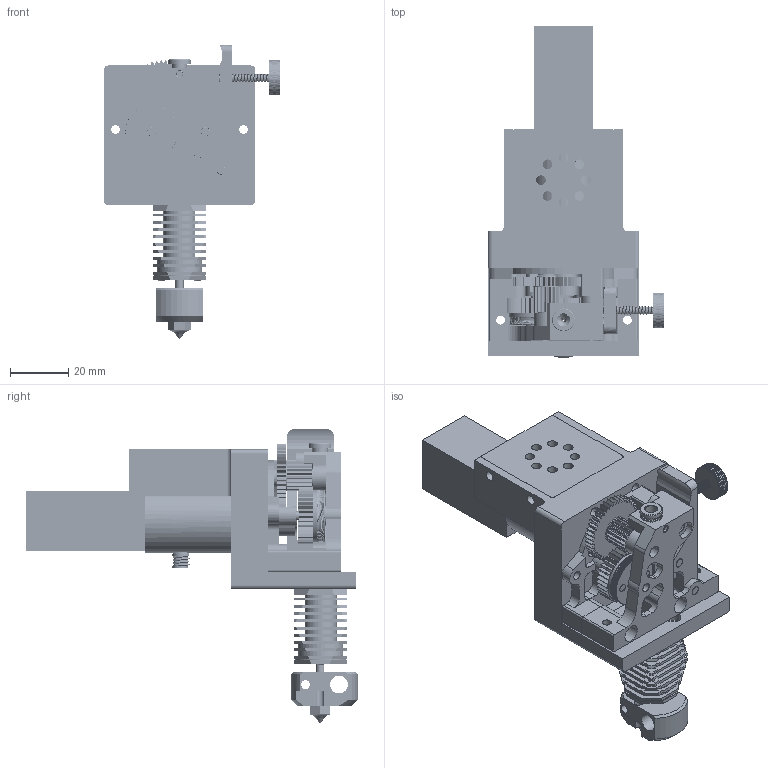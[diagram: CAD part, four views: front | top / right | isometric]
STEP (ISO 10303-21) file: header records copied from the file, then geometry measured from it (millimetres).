
FILE_DESCRIPTION(/* description */ ('STEP AP242','CAx-IF Rec.Pracs.---Representation and Presentation of Product Manufacturing Information (PMI)---4.0---2014-10-13','CAx-IF Rec.Pracs.---3D Tessellated Geometry---0.4---2014-09-14','2;1'),/* implementation_level */ '2;1');
FILE_NAME(/* name */ '67d0ac760cc9186641367ac7',/* time_stamp */ '2025-03-11T21:34:58Z',/* author */ (''),/* organization */ (''),/* preprocessor_version */ 'ST-DEVELOPER v20',/* originating_system */ 'ONSHAPE BY PTC INC, 1.194',/* authorisation */ ' ');
FILE_SCHEMA (('AP242_MANAGED_MODEL_BASED_3D_ENGINEERING_MIM_LF { 1 0 10303 442 1 1 4 }'));
Products named in the file (47): hgx_extruder_as; interposer; nema8_mtr; he_mnt; hgx_mnt; Component32; hgx_as <1>; SOLID001; Tensioner Screw009; rod 16mm001; Tensioner Screw020; Tensioner Screw018; rod 16mm; Tensioner Screw010; rod 24mm; Tensioner Screw012; Tensioner Screw007; Tensioner Screw015; Tensioner Screw022; Tensioner Screw021; Tensioner Screw001; Tensioner Screw011; Tensioner Screw008; PTFE Connector; Tensioner Screw003; Tensioner Screw019; Tensioner Screw006; Tensioner Screw016; Tensioner Screw013; Tensioner Screw004; Tensioner Screw005; 6mm Bearing (1); Tensioner Screw017; Reduction Gear; SOLID002; 6mm Bearing; Filament Gear001; SOLID; Tensioner Screw002; Tensioner Screw014 ...
Assembly tree (46 placements, depth 3):
  hgx_extruder_as
    interposer
    nema8_mtr
    he_mnt
    hgx_mnt
    Component32
    hgx_as <1>
      SOLID001
      Tensioner Screw009
      rod 16mm001
      Tensioner Screw020
      Tensioner Screw018
      rod 16mm
      Tensioner Screw010
      rod 24mm
      Tensioner Screw012
      Tensioner Screw007
      Tensioner Screw015
      Tensioner Screw022
      Tensioner Screw021
      Tensioner Screw001
      Tensioner Screw011
      Tensioner Screw008
      PTFE Connector
      Tensioner Screw003
      Tensioner Screw019
      Tensioner Screw006
      Tensioner Screw016
      Tensioner Screw013
      Tensioner Screw004
      Tensioner Screw005
      6mm Bearing (1)
      Tensioner Screw017
      Reduction Gear
      SOLID002
      6mm Bearing
      Filament Gear001
      SOLID
      Tensioner Screw002
      Tensioner Screw014
      Filament Gear
      Tensioner Screw
    hotend_as <1>
      0.15 Nozzle v4
      Ceramic Hot end
      Dragonfly BMO v2 (1) (1)
      Component34
Bounding box: 60.6 x 113.96 x 101.03 mm (x, y, z)
Volume: 106627.9 mm3; surface area: 57018 mm2
Topology: 44 solids, 44 shells, 3168 faces, 8637 edges, 5635 vertices
Faces by surface type: plane 1145, cylinder 986, bspline 669, torus 304, cone 64
Full cylindrical faces by diameter (mm): 1.1 x12, 1.5 x2, 1.85 x2, 2 x6, 2.2 x1, 2.529 x2, 2.6 x2, 2.7 x4, 2.8 x8, 2.9 x3, 3 x23, 3.05 x5, 3.1 x4, 3.3 x14, 3.65 x4, 4 x12, 4.1 x1, 4.15 x1, 4.3 x5, 4.95 x3, 5 x5, 5.3 x5, 5.39 x4, 5.5 x1, 5.884 x9, 5.99 x2, 6 x5, 6.1 x1, 6.15 x1, 6.2 x1
Entity records: 175557 total; most frequent: CARTESIAN_POINT 95428, ORIENTED_EDGE 16600, DIRECTION 14737, EDGE_CURVE 8300, AXIS2_PLACEMENT_3D 5648, VERTEX_POINT 5534, FACE_BOUND 3606, EDGE_LOOP 3602
